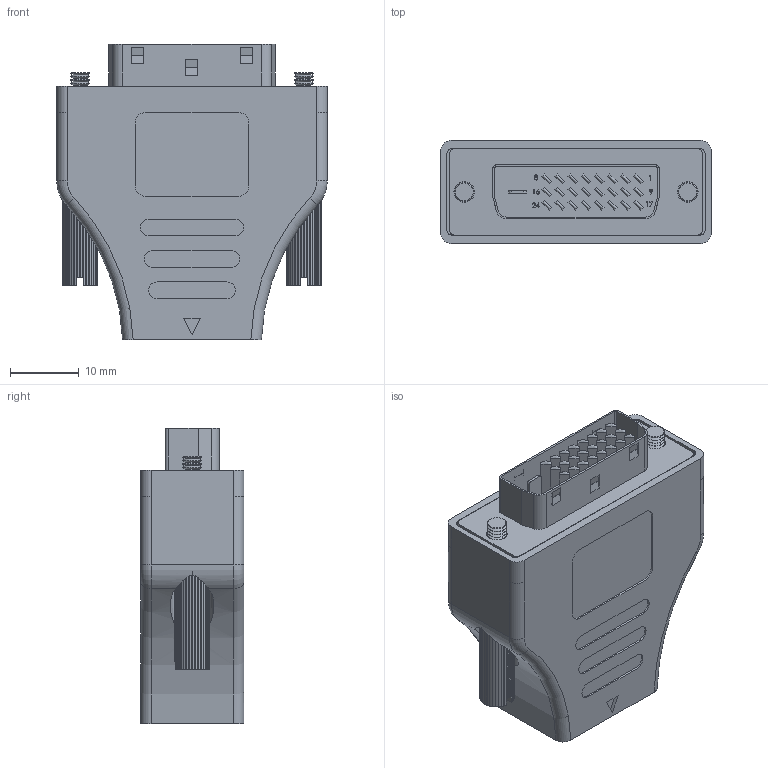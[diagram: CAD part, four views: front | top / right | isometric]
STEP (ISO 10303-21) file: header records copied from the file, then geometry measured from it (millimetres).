
FILE_DESCRIPTION (( 'STEP AP214' ), '1' );
FILE_NAME ('DVIHDMF.STEP', '2006-08-28T20:15:32', ( 'L-COM' ), ( 'L-COM' ), 'SwSTEP 2.0', 'SolidWorks 2006052', '' );
FILE_SCHEMA (( 'AUTOMOTIVE_DESIGN' ));
Length unit declared in the file: inch
Products named in the file (7): MTN-139-MA1; 3AB14-013; DVIHDXF-MA1; DVIHDMF; MTN-083-MA2; 3AA07-051; MTN-139
Assembly tree (7 placements, depth 3):
  DVIHDMF
    MTN-139
      MTN-139-MA1
      3AA07-051  x2
      MTN-083-MA2
    DVIHDXF-MA1
    3AB14-013
Bounding box: 39.32 x 15.04 x 42.93 mm (x, y, z)
Volume: 16691.9 mm3; surface area: 11409.7 mm2
Topology: 6 solids, 6 shells, 1126 faces, 2986 edges, 1938 vertices
Faces by surface type: plane 761, cylinder 216, cone 76, bspline 65, torus 8
Entity records: 39332 total; most frequent: CARTESIAN_POINT 9609, ORIENTED_EDGE 5064, DIRECTION 4584, EDGE_CURVE 2532, LINE 2090, VECTOR 2090, VERTEX_POINT 1654, AXIS2_PLACEMENT_3D 1247
